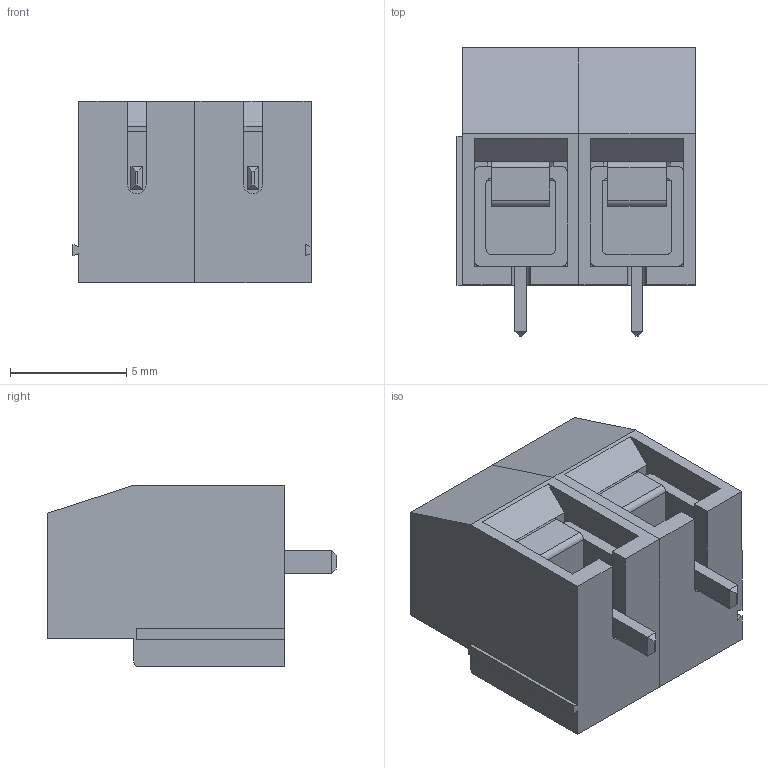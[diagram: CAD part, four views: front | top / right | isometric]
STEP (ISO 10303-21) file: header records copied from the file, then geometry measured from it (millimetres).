
FILE_DESCRIPTION (( 'STEP AP214' ), '1' );
FILE_NAME ('User Library-DT126VP-02P.STEP', '2017-06-19T16:58:48', ( 'Windows User' ), ( '' ), 'SwSTEP 2.0', 'SolidWorks 2017', '' );
FILE_SCHEMA (( 'AUTOMOTIVE_DESIGN' ));
Length unit declared in the file: millimetre
Products named in the file (7): User Library-DT126VP-02P_d123_e; User Library-DT126VP-02P_d1_e; User Library-DT126VP-02P_d123_s; User Library-DT126VP-02P_d3; User Library-DT126VP-02P_d2; User Library-DT126VP-02P_d1_s; User Library-DT126VP-02P
Assembly tree (8 placements, depth 3):
  User Library-DT126VP-02P
    User Library-DT126VP-02P_d123_s
      User Library-DT126VP-02P_d1_s
      User Library-DT126VP-02P_d2
      User Library-DT126VP-02P_d3
    User Library-DT126VP-02P_d123_e
      User Library-DT126VP-02P_d1_e
      User Library-DT126VP-02P_d2
      User Library-DT126VP-02P_d3
Bounding box: 10.25 x 12.4 x 7.8 mm (x, y, z)
Volume: 518.9 mm3; surface area: 1361.4 mm2
Topology: 6 solids, 6 shells, 180 faces, 488 edges, 320 vertices
Faces by surface type: plane 134, cylinder 46
Entity records: 5335 total; most frequent: CARTESIAN_POINT 672, DIRECTION 658, ORIENTED_EDGE 652, EDGE_CURVE 326, VECTOR 258, LINE 258, VERTEX_POINT 214, AXIS2_PLACEMENT_3D 200
